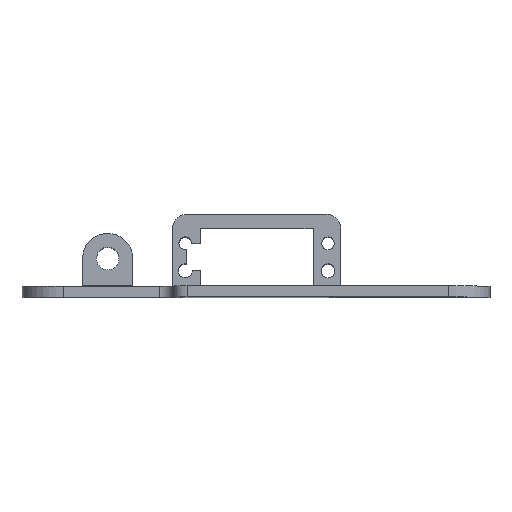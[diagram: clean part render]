
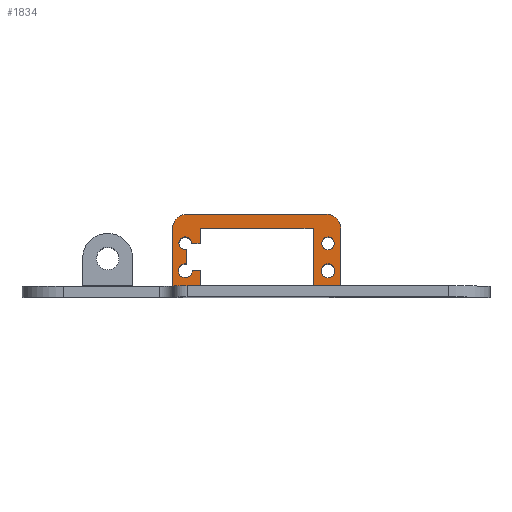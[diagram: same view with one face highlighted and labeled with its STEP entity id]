
A CAD part, top view. The second image highlights one B-rep face of the part: STEP entity #1834.
In plain terms, the highlighted planar face has unit normal (0, 0, 1).
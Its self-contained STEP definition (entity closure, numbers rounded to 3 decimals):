
#68=FACE_BOUND('',#319,.T.);
#69=FACE_BOUND('',#320,.T.);
#70=FACE_BOUND('',#321,.T.);
#110=PLANE('',#2007);
#192=FACE_OUTER_BOUND('',#318,.T.);
#318=EDGE_LOOP('',(#1568,#1569,#1570,#1571,#1572,#1573,#1574,#1575));
#319=EDGE_LOOP('',(#1576,#1577,#1578,#1579,#1580,#1581,#1582,#1583,#1584,
#1585));
#320=EDGE_LOOP('',(#1586));
#321=EDGE_LOOP('',(#1587));
#371=LINE('',#2619,#553);
#414=LINE('',#2746,#596);
#483=LINE('',#2939,#665);
#486=LINE('',#2945,#668);
#487=LINE('',#2946,#669);
#488=LINE('',#2948,#670);
#489=LINE('',#2952,#671);
#490=LINE('',#2954,#672);
#491=LINE('',#2956,#673);
#492=LINE('',#2960,#674);
#493=LINE('',#2964,#675);
#494=LINE('',#2966,#676);
#495=LINE('',#2968,#677);
#496=LINE('',#2969,#678);
#553=VECTOR('',#2096,10.);
#596=VECTOR('',#2207,10.);
#665=VECTOR('',#2412,10.);
#668=VECTOR('',#2417,10.);
#669=VECTOR('',#2418,10.);
#670=VECTOR('',#2419,10.);
#671=VECTOR('',#2422,10.);
#672=VECTOR('',#2423,10.);
#673=VECTOR('',#2424,10.);
#674=VECTOR('',#2427,10.);
#675=VECTOR('',#2430,10.);
#676=VECTOR('',#2431,10.);
#677=VECTOR('',#2432,10.);
#678=VECTOR('',#2433,10.);
#781=CIRCLE('',#2005,5.);
#782=CIRCLE('',#2008,5.);
#783=CIRCLE('',#2009,2.5);
#784=CIRCLE('',#2010,2.3);
#785=CIRCLE('',#2011,2.5);
#786=CIRCLE('',#2012,2.3);
#816=VERTEX_POINT('',#2616);
#817=VERTEX_POINT('',#2618);
#866=VERTEX_POINT('',#2737);
#921=VERTEX_POINT('',#2932);
#922=VERTEX_POINT('',#2934);
#923=VERTEX_POINT('',#2938);
#925=VERTEX_POINT('',#2944);
#926=VERTEX_POINT('',#2947);
#927=VERTEX_POINT('',#2950);
#928=VERTEX_POINT('',#2951);
#929=VERTEX_POINT('',#2953);
#930=VERTEX_POINT('',#2955);
#931=VERTEX_POINT('',#2957);
#932=VERTEX_POINT('',#2959);
#933=VERTEX_POINT('',#2961);
#934=VERTEX_POINT('',#2963);
#935=VERTEX_POINT('',#2965);
#936=VERTEX_POINT('',#2967);
#937=VERTEX_POINT('',#2970);
#938=VERTEX_POINT('',#2972);
#989=EDGE_CURVE('',#817,#816,#371,.T.);
#1054=EDGE_CURVE('',#866,#817,#414,.T.);
#1147=EDGE_CURVE('',#921,#922,#781,.T.);
#1149=EDGE_CURVE('',#923,#922,#483,.T.);
#1152=EDGE_CURVE('',#921,#925,#486,.T.);
#1153=EDGE_CURVE('',#925,#866,#487,.T.);
#1154=EDGE_CURVE('',#816,#926,#488,.T.);
#1155=EDGE_CURVE('',#923,#926,#782,.T.);
#1156=EDGE_CURVE('',#927,#928,#489,.T.);
#1157=EDGE_CURVE('',#928,#929,#490,.T.);
#1158=EDGE_CURVE('',#929,#930,#491,.T.);
#1159=EDGE_CURVE('',#930,#931,#783,.T.);
#1160=EDGE_CURVE('',#931,#932,#492,.T.);
#1161=EDGE_CURVE('',#932,#933,#784,.T.);
#1162=EDGE_CURVE('',#933,#934,#493,.T.);
#1163=EDGE_CURVE('',#934,#935,#494,.T.);
#1164=EDGE_CURVE('',#935,#936,#495,.T.);
#1165=EDGE_CURVE('',#936,#927,#496,.T.);
#1166=EDGE_CURVE('',#937,#937,#785,.T.);
#1167=EDGE_CURVE('',#938,#938,#786,.T.);
#1568=ORIENTED_EDGE('',*,*,#1147,.F.);
#1569=ORIENTED_EDGE('',*,*,#1152,.T.);
#1570=ORIENTED_EDGE('',*,*,#1153,.T.);
#1571=ORIENTED_EDGE('',*,*,#1054,.T.);
#1572=ORIENTED_EDGE('',*,*,#989,.T.);
#1573=ORIENTED_EDGE('',*,*,#1154,.T.);
#1574=ORIENTED_EDGE('',*,*,#1155,.F.);
#1575=ORIENTED_EDGE('',*,*,#1149,.T.);
#1576=ORIENTED_EDGE('',*,*,#1156,.T.);
#1577=ORIENTED_EDGE('',*,*,#1157,.T.);
#1578=ORIENTED_EDGE('',*,*,#1158,.T.);
#1579=ORIENTED_EDGE('',*,*,#1159,.T.);
#1580=ORIENTED_EDGE('',*,*,#1160,.T.);
#1581=ORIENTED_EDGE('',*,*,#1161,.T.);
#1582=ORIENTED_EDGE('',*,*,#1162,.T.);
#1583=ORIENTED_EDGE('',*,*,#1163,.T.);
#1584=ORIENTED_EDGE('',*,*,#1164,.T.);
#1585=ORIENTED_EDGE('',*,*,#1165,.T.);
#1586=ORIENTED_EDGE('',*,*,#1166,.T.);
#1587=ORIENTED_EDGE('',*,*,#1167,.T.);
#1834=ADVANCED_FACE('',(#192,#68,#69,#70),#110,.T.);
#2005=AXIS2_PLACEMENT_3D('',#2935,#2407,#2408);
#2007=AXIS2_PLACEMENT_3D('',#2943,#2415,#2416);
#2008=AXIS2_PLACEMENT_3D('',#2949,#2420,#2421);
#2009=AXIS2_PLACEMENT_3D('',#2958,#2425,#2426);
#2010=AXIS2_PLACEMENT_3D('',#2962,#2428,#2429);
#2011=AXIS2_PLACEMENT_3D('',#2971,#2434,#2435);
#2012=AXIS2_PLACEMENT_3D('',#2973,#2436,#2437);
#2096=DIRECTION('',(1.,0.,0.));
#2207=DIRECTION('',(0.,1.,0.));
#2407=DIRECTION('center_axis',(0.,0.,-1.));
#2408=DIRECTION('ref_axis',(-0.707,0.707,0.));
#2412=DIRECTION('',(-1.,0.,0.));
#2415=DIRECTION('center_axis',(0.,0.,1.));
#2416=DIRECTION('ref_axis',(1.,0.,0.));
#2417=DIRECTION('',(0.,-1.,0.));
#2418=DIRECTION('',(1.,0.,0.));
#2419=DIRECTION('',(0.,1.,0.));
#2420=DIRECTION('center_axis',(0.,0.,-1.));
#2421=DIRECTION('ref_axis',(0.707,0.707,0.));
#2422=DIRECTION('',(-1.,0.,0.));
#2423=DIRECTION('',(0.,1.,0.));
#2424=DIRECTION('',(-1.,0.,0.));
#2425=DIRECTION('center_axis',(0.,0.,-1.));
#2426=DIRECTION('ref_axis',(-1.,0.,0.));
#2427=DIRECTION('',(0.,1.,0.));
#2428=DIRECTION('center_axis',(0.,0.,-1.));
#2429=DIRECTION('ref_axis',(-1.,0.,0.));
#2430=DIRECTION('',(1.,0.,0.));
#2431=DIRECTION('',(0.,1.,0.));
#2432=DIRECTION('',(1.,0.,0.));
#2433=DIRECTION('',(0.,-1.,0.));
#2434=DIRECTION('center_axis',(0.,0.,-1.));
#2435=DIRECTION('ref_axis',(-1.,0.,0.));
#2436=DIRECTION('center_axis',(0.,0.,-1.));
#2437=DIRECTION('ref_axis',(-1.,0.,0.));
#2616=CARTESIAN_POINT('',(30.5,0.,0.));
#2618=CARTESIAN_POINT('',(-30.228,0.,0.));
#2619=CARTESIAN_POINT('',(-0.114,0.,0.));
#2737=CARTESIAN_POINT('',(-30.228,-3.966,0.));
#2746=CARTESIAN_POINT('',(-30.228,-0.983,0.));
#2932=CARTESIAN_POINT('',(-30.5,21.034,0.));
#2934=CARTESIAN_POINT('',(-25.5,26.034,0.));
#2935=CARTESIAN_POINT('Origin',(-25.5,21.034,0.));
#2938=CARTESIAN_POINT('',(25.5,26.034,0.));
#2939=CARTESIAN_POINT('',(30.5,26.034,0.));
#2943=CARTESIAN_POINT('Origin',(0.,-1.966,
0.));
#2944=CARTESIAN_POINT('',(-30.5,-3.966,0.));
#2945=CARTESIAN_POINT('',(-30.5,0.034,0.));
#2946=CARTESIAN_POINT('',(-30.5,-3.966,0.));
#2947=CARTESIAN_POINT('',(30.5,21.034,0.));
#2948=CARTESIAN_POINT('',(30.5,-3.966,0.));
#2949=CARTESIAN_POINT('Origin',(25.5,21.034,0.));
#2950=CARTESIAN_POINT('',(20.5,0.034,0.));
#2951=CARTESIAN_POINT('',(-20.5,0.034,0.));
#2952=CARTESIAN_POINT('',(30.5,0.034,0.));
#2953=CARTESIAN_POINT('',(-20.5,5.534,0.));
#2954=CARTESIAN_POINT('',(-20.5,0.034,0.));
#2955=CARTESIAN_POINT('',(-23.43,5.534,0.));
#2956=CARTESIAN_POINT('',(-20.5,5.534,0.));
#2957=CARTESIAN_POINT('',(-25.5,7.997,0.));
#2958=CARTESIAN_POINT('Origin',(-25.93,5.534,0.));
#2959=CARTESIAN_POINT('',(-25.5,13.275,0.));
#2960=CARTESIAN_POINT('',(-25.5,5.534,0.));
#2961=CARTESIAN_POINT('',(-23.63,15.534,0.));
#2962=CARTESIAN_POINT('Origin',(-25.93,15.534,0.));
#2963=CARTESIAN_POINT('',(-20.5,15.534,0.));
#2964=CARTESIAN_POINT('',(-25.5,15.534,0.));
#2965=CARTESIAN_POINT('',(-20.5,21.034,0.));
#2966=CARTESIAN_POINT('',(-20.5,0.034,0.));
#2967=CARTESIAN_POINT('',(20.5,21.034,0.));
#2968=CARTESIAN_POINT('',(-20.5,21.034,0.));
#2969=CARTESIAN_POINT('',(20.5,21.034,0.));
#2970=CARTESIAN_POINT('',(28.43,5.534,0.));
#2971=CARTESIAN_POINT('Origin',(25.93,5.534,0.));
#2972=CARTESIAN_POINT('',(28.23,15.534,0.));
#2973=CARTESIAN_POINT('Origin',(25.93,15.534,0.));
